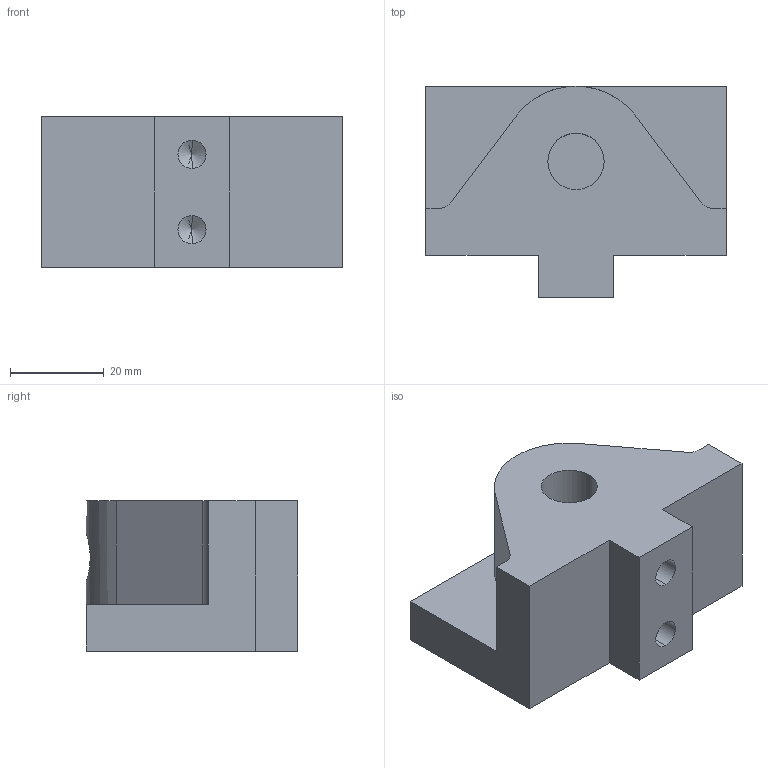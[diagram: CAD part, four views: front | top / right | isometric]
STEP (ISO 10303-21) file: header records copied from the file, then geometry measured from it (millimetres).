
FILE_DESCRIPTION (( 'STEP AP214' ), '1' );
FILE_NAME ('CE-8.1.1-01-002 (Vice Jaw).STEP', '2022-03-02T21:33:19', ( '' ), ( '' ), 'SwSTEP 2.0', 'SolidWorks 2020', '' );
FILE_SCHEMA (( 'AUTOMOTIVE_DESIGN' ));
Length unit declared in the file: millimetre
Products named in the file (1): CE-8.1.1-01-002 (Vice Jaw)
Bounding box: 64 x 45 x 32 mm (x, y, z)
Volume: 57542.1 mm3; surface area: 12930.6 mm2
Topology: 1 solids, 1 shells, 35 faces, 88 edges, 55 vertices
Faces by surface type: plane 18, cylinder 13, cone 4
Entity records: 1183 total; most frequent: CARTESIAN_POINT 311, DIRECTION 175, ORIENTED_EDGE 168, EDGE_CURVE 84, AXIS2_PLACEMENT_3D 59, VECTOR 57, LINE 57, VERTEX_POINT 55
